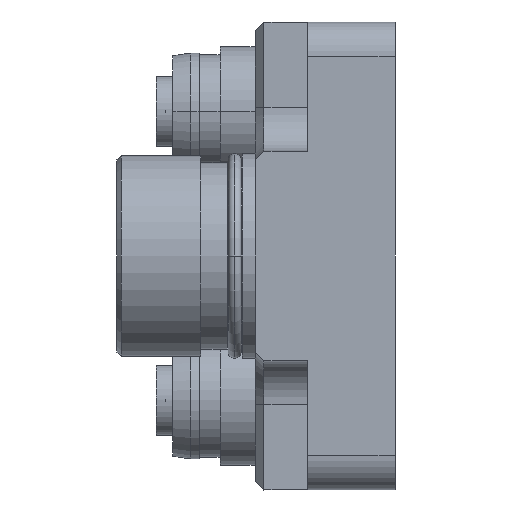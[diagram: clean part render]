
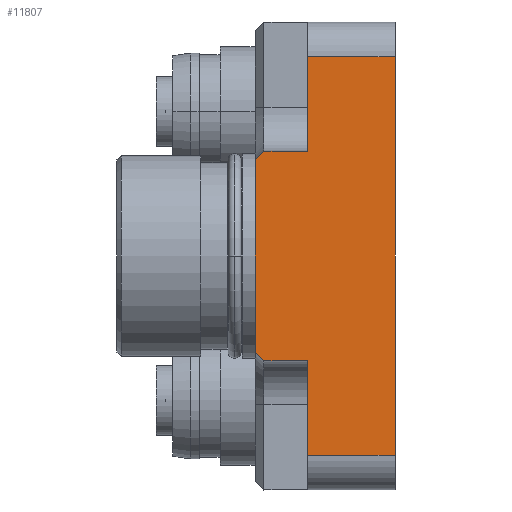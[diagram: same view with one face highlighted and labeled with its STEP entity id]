
A CAD part, left-side view. The second image highlights one B-rep face of the part: STEP entity #11807.
In plain terms, the highlighted planar face has unit normal (-1, 0, 0).
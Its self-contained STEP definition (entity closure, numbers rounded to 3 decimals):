
#866=DIRECTION('',(0.,0.,-1.));
#867=VECTOR('',#866,22.);
#868=CARTESIAN_POINT('',(36.7,16.,102.));
#869=LINE('',#868,#867);
#1925=DIRECTION('',(0.,-1.,0.));
#1926=VECTOR('',#1925,5.);
#1927=CARTESIAN_POINT('',(36.7,15.,79.));
#1928=LINE('',#1927,#1926);
#1929=DIRECTION('',(0.,0.707,0.707));
#1930=VECTOR('',#1929,1.414);
#1931=CARTESIAN_POINT('',(36.7,15.,79.));
#1932=LINE('',#1931,#1930);
#1933=DIRECTION('',(0.,-0.707,0.707));
#1934=VECTOR('',#1933,1.414);
#1935=CARTESIAN_POINT('',(36.7,16.,102.));
#1936=LINE('',#1935,#1934);
#1937=DIRECTION('',(0.,-1.,0.));
#1938=VECTOR('',#1937,5.);
#1939=CARTESIAN_POINT('',(36.7,15.,103.));
#1940=LINE('',#1939,#1938);
#1941=DIRECTION('',(0.,0.,-1.));
#1942=VECTOR('',#1941,45.5);
#1943=CARTESIAN_POINT('',(36.7,0.,113.75));
#1944=LINE('',#1943,#1942);
#1945=DIRECTION('',(0.,0.,1.));
#1946=VECTOR('',#1945,10.75);
#1947=CARTESIAN_POINT('',(36.7,10.,68.25));
#1948=LINE('',#1947,#1946);
#2264=DIRECTION('',(0.,-1.,0.));
#2265=VECTOR('',#2264,10.);
#2266=CARTESIAN_POINT('',(36.7,10.,68.25));
#2267=LINE('',#2266,#2265);
#2338=DIRECTION('',(0.,1.,0.));
#2339=VECTOR('',#2338,10.);
#2340=CARTESIAN_POINT('',(36.7,0.,113.75));
#2341=LINE('',#2340,#2339);
#2347=DIRECTION('',(0.,0.,-1.));
#2348=VECTOR('',#2347,10.75);
#2349=CARTESIAN_POINT('',(36.7,10.,113.75));
#2350=LINE('',#2349,#2348);
#7162=CARTESIAN_POINT('',(36.7,16.,102.));
#7163=VERTEX_POINT('',#7162);
#7164=CARTESIAN_POINT('',(36.7,16.,80.));
#7165=VERTEX_POINT('',#7164);
#7550=CARTESIAN_POINT('',(36.7,15.,79.));
#7551=VERTEX_POINT('',#7550);
#7552=CARTESIAN_POINT('',(36.7,10.,79.));
#7553=VERTEX_POINT('',#7552);
#7554=CARTESIAN_POINT('',(36.7,15.,103.));
#7555=VERTEX_POINT('',#7554);
#7556=CARTESIAN_POINT('',(36.7,10.,103.));
#7557=VERTEX_POINT('',#7556);
#7558=CARTESIAN_POINT('',(36.7,10.,113.75));
#7559=VERTEX_POINT('',#7558);
#7560=CARTESIAN_POINT('',(36.7,0.,113.75));
#7561=VERTEX_POINT('',#7560);
#7562=CARTESIAN_POINT('',(36.7,0.,68.25));
#7563=VERTEX_POINT('',#7562);
#7564=CARTESIAN_POINT('',(36.7,10.,68.25));
#7565=VERTEX_POINT('',#7564);
#11783=CARTESIAN_POINT('',(36.7,0.,64.25));
#11784=DIRECTION('',(-1.,0.,0.));
#11785=DIRECTION('',(0.,0.,1.));
#11786=AXIS2_PLACEMENT_3D('',#11783,#11784,#11785);
#11787=PLANE('',#11786);
#11788=ORIENTED_EDGE('',*,*,#11764,.T.);
#11789=ORIENTED_EDGE('',*,*,#10329,.F.);
#11791=ORIENTED_EDGE('',*,*,#11790,.T.);
#11793=ORIENTED_EDGE('',*,*,#11792,.T.);
#11795=ORIENTED_EDGE('',*,*,#11794,.F.);
#11797=ORIENTED_EDGE('',*,*,#11796,.F.);
#11799=ORIENTED_EDGE('',*,*,#11798,.T.);
#11801=ORIENTED_EDGE('',*,*,#11800,.F.);
#11803=ORIENTED_EDGE('',*,*,#11802,.T.);
#11804=ORIENTED_EDGE('',*,*,#11775,.F.);
#11805=EDGE_LOOP('',(#11788,#11789,#11791,#11793,#11795,#11797,#11799,#11801,
#11803,#11804));
#11806=FACE_OUTER_BOUND('',#11805,.F.);
#11807=ADVANCED_FACE('',(#11806),#11787,.T.);
#10329=EDGE_CURVE('',#7163,#7165,#869,.T.);
#11764=EDGE_CURVE('',#7551,#7165,#1932,.T.);
#11775=EDGE_CURVE('',#7551,#7553,#1928,.T.);
#11790=EDGE_CURVE('',#7163,#7555,#1936,.T.);
#11792=EDGE_CURVE('',#7555,#7557,#1940,.T.);
#11794=EDGE_CURVE('',#7559,#7557,#2350,.T.);
#11796=EDGE_CURVE('',#7561,#7559,#2341,.T.);
#11798=EDGE_CURVE('',#7561,#7563,#1944,.T.);
#11800=EDGE_CURVE('',#7565,#7563,#2267,.T.);
#11802=EDGE_CURVE('',#7565,#7553,#1948,.T.);
